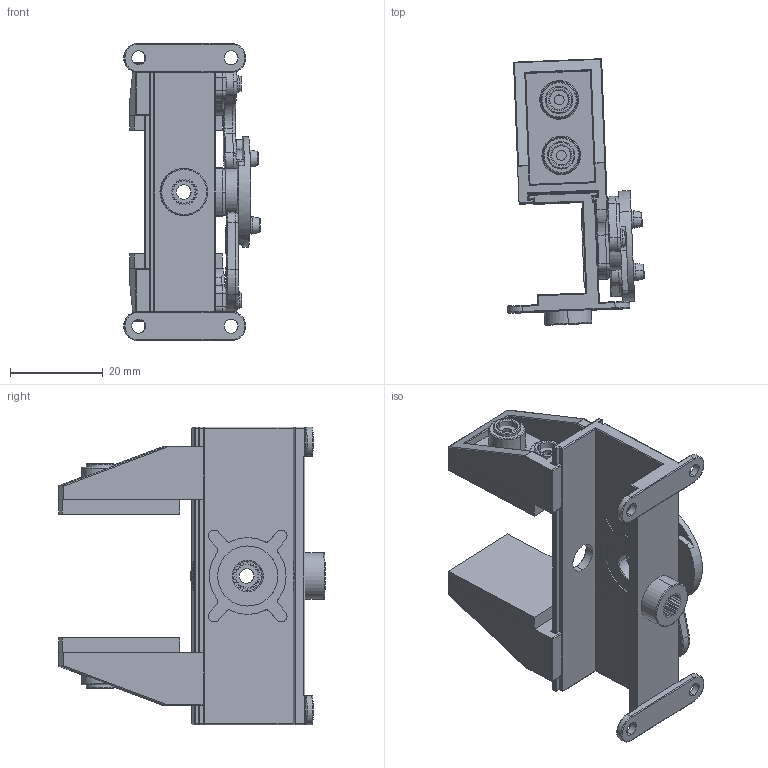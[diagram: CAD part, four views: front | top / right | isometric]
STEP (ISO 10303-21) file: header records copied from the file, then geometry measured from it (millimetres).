
FILE_DESCRIPTION (( 'STEP AP214' ), '1' );
FILE_NAME ('EE.STEP', '2023-10-17T14:46:25', ( '' ), ( '' ), 'SwSTEP 2.0', 'SolidWorks 2023', '' );
FILE_SCHEMA (( 'AUTOMOTIVE_DESIGN' ));
Length unit declared in the file: millimetre
Products named in the file (9): EE; gripper wheel.STEP; gripper wrist.STEP; gripper finger right.STEP; gripper arm.STEP; Spirol INS 20-M3-.226.STEP; gripper finger pad.STEP; grip assembly.STEP; gripper finger left.STEP
Assembly tree (13 placements, depth 3):
  EE
    grip assembly.STEP
      Spirol INS 20-M3-.226.STEP  x4
      gripper finger pad.STEP  x2
      gripper wheel.STEP
      gripper arm.STEP  x2
      gripper finger right.STEP
      gripper wrist.STEP
      gripper finger left.STEP
Bounding box: 29.52 x 57.59 x 64.36 mm (x, y, z)
Volume: 19341.7 mm3; surface area: 19263 mm2
Topology: 12 solids, 12 shells, 763 faces, 1826 edges, 1085 vertices
Faces by surface type: cylinder 317, plane 246, torus 132, sphere 26, cone 24, bspline 18
Entity records: 20409 total; most frequent: CARTESIAN_POINT 4283, DIRECTION 3504, ORIENTED_EDGE 3224, EDGE_CURVE 1612, AXIS2_PLACEMENT_3D 1328, VERTEX_POINT 972, LINE 848, VECTOR 848
